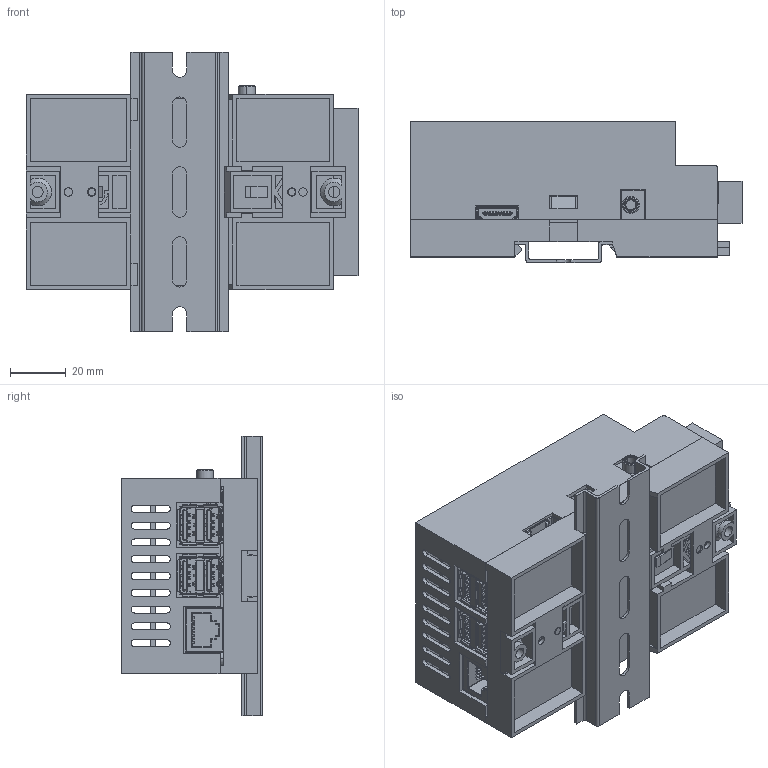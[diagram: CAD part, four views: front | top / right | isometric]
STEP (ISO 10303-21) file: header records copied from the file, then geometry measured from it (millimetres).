
FILE_DESCRIPTION (( 'STEP AP214' ), '1' );
FILE_NAME ('CEBV-70.STEP', '2023-02-02T07:17:17', ( '' ), ( '' ), 'SwSTEP 2.0', 'SolidWorks 2017', '' );
FILE_SCHEMA (( 'AUTOMOTIVE_DESIGN' ));
Length unit declared in the file: millimetre
Products named in the file (37): USB3_CONTAC_LONG2; Clip-Small; CEEP-70; CEBV-70; USB3_SPACER; plastec_jack2; USB_FINGER; USB3_IM_LOWER; Dual USB Port; HDMI_socket_small_pin_Valor predeterminado; USB3_CONTACT_LOWER; HDMI_socket_large_pin_Valor predeterminado; Screw-small; TopCover with Opening-CEBC-70; USB3_IM_UPPER1; Base PCB-MDP-70-01; USB3_IM_UPPER; Shell; plastec_jack4; HDMI_socket_inside; Screw-smallest; USB3_IM_LOWER1; Clip-Big; Component1; REAR_SHELL_SUS; Base plate - MDB-70 - New; USB3_FRAME; RJ45 Ethernet Port; Audio Jack; HDMI_socket_cover; SHORT_SHELL; USB3_CON_SHORT; USB3_CON_LONG; Rail-35; plastec_jack3; HDMI_Socket; Euro Terminal5mm-Plug-In-12Way
Assembly tree (58 placements, depth 4):
  CEBV-70
    Base plate - MDB-70 - New
    Clip-Small
    Clip-Big
    Base PCB-MDP-70-01
    Screw-small  x2
    Euro Terminal5mm-Plug-In-12Way
    Rail-35
    Screw-smallest  x4
    TopCover with Opening-CEBC-70
    RJ45 Ethernet Port
      Shell
    Dual USB Port  x2
      REAR_SHELL_SUS
      SHORT_SHELL
      USB3_CON_LONG
      USB3_CON_SHORT
      USB3_FRAME
      USB3_IM_LOWER
        USB3_CONTACT_LOWER
        USB3_IM_LOWER1
      USB3_IM_UPPER
        USB3_CONTAC_LONG2
        USB3_IM_UPPER1
      USB3_SPACER
      USB_FINGER
    Audio Jack
      Component1
      plastec_jack2
      plastec_jack3
      plastec_jack4
    HDMI_Socket
      HDMI_socket_cover
      HDMI_socket_inside
      HDMI_socket_large_pin_Valor predeterminado  x10
      HDMI_socket_small_pin_Valor predeterminado  x9
    CEEP-70
Bounding box: 118.8 x 50.55 x 100 mm (x, y, z)
Volume: 93460.2 mm3; surface area: 130757.2 mm2
Topology: 147 solids, 147 shells, 7818 faces, 20921 edges, 13409 vertices
Faces by surface type: plane 5336, cylinder 1942, bspline 356, cone 76, torus 72, sphere 36
Entity records: 165487 total; most frequent: CARTESIAN_POINT 34741, ORIENTED_EDGE 24488, DIRECTION 22879, EDGE_CURVE 12244, VECTOR 9415, LINE 9415, VERTEX_POINT 7831, AXIS2_PLACEMENT_3D 6732
